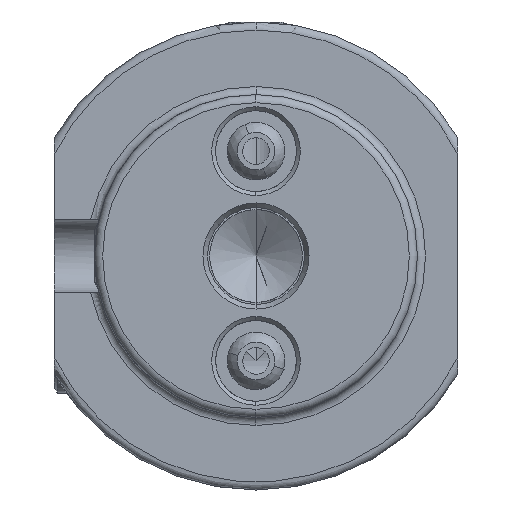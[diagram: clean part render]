
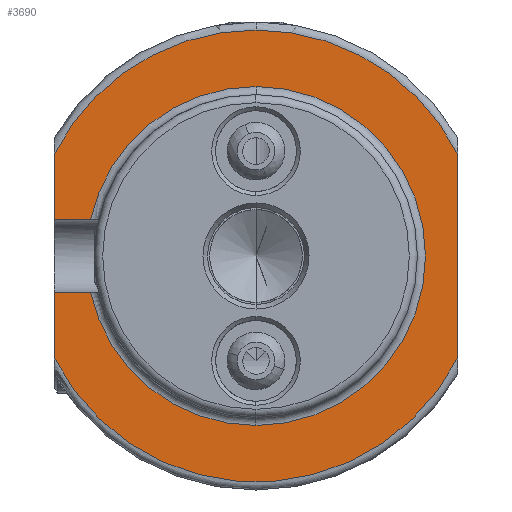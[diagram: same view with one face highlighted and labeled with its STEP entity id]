
A CAD part, left-side view. The second image highlights one B-rep face of the part: STEP entity #3690.
In plain terms, the highlighted planar face has unit normal (-1, 0, 0).
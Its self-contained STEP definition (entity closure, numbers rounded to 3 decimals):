
#1 = CARTESIAN_POINT ( 'NONE',  ( -9.248, -6.601, 0.312 ) ) ;
#103 = VERTEX_POINT ( 'NONE', #2687 ) ;
#197 = DIRECTION ( 'NONE',  ( 0., 1., 0. ) ) ;
#484 = CARTESIAN_POINT ( 'NONE',  ( -9.248, -6.601, 0.312 ) ) ;
#488 = CARTESIAN_POINT ( 'NONE',  ( -9.248, 13.911, -4.188 ) ) ;
#510 = DIRECTION ( 'NONE',  ( 0., 0., 1. ) ) ;
#862 = DIRECTION ( 'NONE',  ( 0., 0., 1. ) ) ;
#880 = ORIENTED_EDGE ( 'NONE', *, *, #1266, .T. ) ;
#895 = CARTESIAN_POINT ( 'NONE',  ( -9.248, -6.601, 0.312 ) ) ;
#944 = VERTEX_POINT ( 'NONE', #1196 ) ;
#1000 = DIRECTION ( 'NONE',  ( 0., 0., 1. ) ) ;
#1056 = CARTESIAN_POINT ( 'NONE',  ( -9.248, -6.601, -20.688 ) ) ;
#1064 = LINE ( 'NONE', #2238, #3033 ) ;
#1087 = DIRECTION ( 'NONE',  ( 0., 0., 1. ) ) ;
#1123 = EDGE_CURVE ( 'NONE', #5311, #1441, #4302, .T. ) ;
#1196 = CARTESIAN_POINT ( 'NONE',  ( -9.248, 18.399, 12.921 ) ) ;
#1212 = CARTESIAN_POINT ( 'NONE',  ( -9.248, 13.911, 4.812 ) ) ;
#1231 = ORIENTED_EDGE ( 'NONE', *, *, #1123, .F. ) ;
#1264 = CIRCLE ( 'NONE', #3718, 28. ) ;
#1266 = EDGE_CURVE ( 'NONE', #8198, #1441, #1286, .T. ) ;
#1286 = CIRCLE ( 'NONE', #2411, 21. ) ;
#1385 = DIRECTION ( 'NONE',  ( 0., -1., 0. ) ) ;
#1441 = VERTEX_POINT ( 'NONE', #488 ) ;
#1593 = AXIS2_PLACEMENT_3D ( 'NONE', #3629, #6952, #1000 ) ;
#1742 = DIRECTION ( 'NONE',  ( 1., 0., 0. ) ) ;
#1779 = PLANE ( 'NONE',  #4200 ) ;
#1868 = CARTESIAN_POINT ( 'NONE',  ( -9.248, -31.601, 12.921 ) ) ;
#1912 = EDGE_CURVE ( 'NONE', #3419, #8198, #5715, .T. ) ;
#1940 = VERTEX_POINT ( 'NONE', #8417 ) ;
#1965 = CARTESIAN_POINT ( 'NONE',  ( -9.248, 18.399, 0.312 ) ) ;
#2042 = CARTESIAN_POINT ( 'NONE',  ( -9.248, 18.399, -4.188 ) ) ;
#2062 = CARTESIAN_POINT ( 'NONE',  ( -9.248, -31.602, -4.188 ) ) ;
#2238 = CARTESIAN_POINT ( 'NONE',  ( -9.248, 18.399, 0.312 ) ) ;
#2360 = VERTEX_POINT ( 'NONE', #1212 ) ;
#2373 = VERTEX_POINT ( 'NONE', #7115 ) ;
#2411 = AXIS2_PLACEMENT_3D ( 'NONE', #3010, #2987, #8215 ) ;
#2687 = CARTESIAN_POINT ( 'NONE',  ( -9.248, 18.399, 4.812 ) ) ;
#2830 = VERTEX_POINT ( 'NONE', #1868 ) ;
#2987 = DIRECTION ( 'NONE',  ( 1., 0., 0. ) ) ;
#3010 = CARTESIAN_POINT ( 'NONE',  ( -9.248, -6.601, 0.312 ) ) ;
#3033 = VECTOR ( 'NONE', #7517, 1000. ) ;
#3125 = ORIENTED_EDGE ( 'NONE', *, *, #3476, .T. ) ;
#3293 = DIRECTION ( 'NONE',  ( -1., 0., 0. ) ) ;
#3419 = VERTEX_POINT ( 'NONE', #8470 ) ;
#3476 = EDGE_CURVE ( 'NONE', #2373, #1940, #4419, .T. ) ;
#3629 = CARTESIAN_POINT ( 'NONE',  ( -9.248, -6.601, 0.312 ) ) ;
#3636 = CARTESIAN_POINT ( 'NONE',  ( -9.248, -6.601, 28.312 ) ) ;
#3690 = ADVANCED_FACE ( 'NONE', ( #4212 ), #1779, .T. ) ;
#3718 = AXIS2_PLACEMENT_3D ( 'NONE', #895, #7468, #862 ) ;
#3864 = EDGE_LOOP ( 'NONE', ( #6565, #3125, #7680, #4644, #4512, #6080, #6301, #8054, #4015, #880, #1231 ) ) ;
#4008 = VECTOR ( 'NONE', #6109, 1000. ) ;
#4015 = ORIENTED_EDGE ( 'NONE', *, *, #1912, .T. ) ;
#4017 = AXIS2_PLACEMENT_3D ( 'NONE', #1, #5299, #6598 ) ;
#4156 = CARTESIAN_POINT ( 'NONE',  ( -9.248, -31.602, 4.812 ) ) ;
#4200 = AXIS2_PLACEMENT_3D ( 'NONE', #484, #7789, #510 ) ;
#4212 = FACE_OUTER_BOUND ( 'NONE', #3864, .T. ) ;
#4302 = LINE ( 'NONE', #2062, #7181 ) ;
#4306 = EDGE_CURVE ( 'NONE', #2373, #5311, #5024, .T. ) ;
#4419 = CIRCLE ( 'NONE', #6407, 28. ) ;
#4512 = ORIENTED_EDGE ( 'NONE', *, *, #5667, .T. ) ;
#4555 = DIRECTION ( 'NONE',  ( 0., 0., 1. ) ) ;
#4577 = LINE ( 'NONE', #4156, #6538 ) ;
#4644 = ORIENTED_EDGE ( 'NONE', *, *, #7913, .T. ) ;
#4714 = DIRECTION ( 'NONE',  ( 0., 0., 1. ) ) ;
#4887 = CIRCLE ( 'NONE', #4017, 21. ) ;
#4970 = VERTEX_POINT ( 'NONE', #3636 ) ;
#5024 = LINE ( 'NONE', #1965, #7088 ) ;
#5299 = DIRECTION ( 'NONE',  ( 1., 0., 0. ) ) ;
#5311 = VERTEX_POINT ( 'NONE', #2042 ) ;
#5328 = EDGE_CURVE ( 'NONE', #103, #944, #1064, .T. ) ;
#5667 = EDGE_CURVE ( 'NONE', #4970, #944, #1264, .T. ) ;
#5715 = CIRCLE ( 'NONE', #7826, 21. ) ;
#6080 = ORIENTED_EDGE ( 'NONE', *, *, #5328, .F. ) ;
#6109 = DIRECTION ( 'NONE',  ( 0., 0., -1. ) ) ;
#6301 = ORIENTED_EDGE ( 'NONE', *, *, #6587, .F. ) ;
#6407 = AXIS2_PLACEMENT_3D ( 'NONE', #6592, #3293, #4714 ) ;
#6538 = VECTOR ( 'NONE', #197, 1000. ) ;
#6565 = ORIENTED_EDGE ( 'NONE', *, *, #4306, .F. ) ;
#6587 = EDGE_CURVE ( 'NONE', #2360, #103, #4577, .T. ) ;
#6592 = CARTESIAN_POINT ( 'NONE',  ( -9.248, -6.601, 0.312 ) ) ;
#6598 = DIRECTION ( 'NONE',  ( 0., 0., 1. ) ) ;
#6693 = LINE ( 'NONE', #6811, #4008 ) ;
#6811 = CARTESIAN_POINT ( 'NONE',  ( -9.248, -31.601, 0.312 ) ) ;
#6952 = DIRECTION ( 'NONE',  ( -1., 0., 0. ) ) ;
#7037 = EDGE_CURVE ( 'NONE', #2360, #3419, #4887, .T. ) ;
#7088 = VECTOR ( 'NONE', #4555, 1000. ) ;
#7096 = CARTESIAN_POINT ( 'NONE',  ( -9.248, -6.601, 0.312 ) ) ;
#7115 = CARTESIAN_POINT ( 'NONE',  ( -9.248, 18.399, -12.298 ) ) ;
#7181 = VECTOR ( 'NONE', #1385, 1000. ) ;
#7468 = DIRECTION ( 'NONE',  ( -1., 0., 0. ) ) ;
#7517 = DIRECTION ( 'NONE',  ( 0., 0., 1. ) ) ;
#7639 = CIRCLE ( 'NONE', #1593, 28. ) ;
#7680 = ORIENTED_EDGE ( 'NONE', *, *, #8165, .F. ) ;
#7789 = DIRECTION ( 'NONE',  ( -1., 0., 0. ) ) ;
#7826 = AXIS2_PLACEMENT_3D ( 'NONE', #7096, #1742, #1087 ) ;
#7913 = EDGE_CURVE ( 'NONE', #2830, #4970, #7639, .T. ) ;
#8054 = ORIENTED_EDGE ( 'NONE', *, *, #7037, .T. ) ;
#8165 = EDGE_CURVE ( 'NONE', #2830, #1940, #6693, .T. ) ;
#8198 = VERTEX_POINT ( 'NONE', #1056 ) ;
#8215 = DIRECTION ( 'NONE',  ( 0., 0., 1. ) ) ;
#8417 = CARTESIAN_POINT ( 'NONE',  ( -9.248, -31.601, -12.298 ) ) ;
#8470 = CARTESIAN_POINT ( 'NONE',  ( -9.248, -6.601, 21.312 ) ) ;
